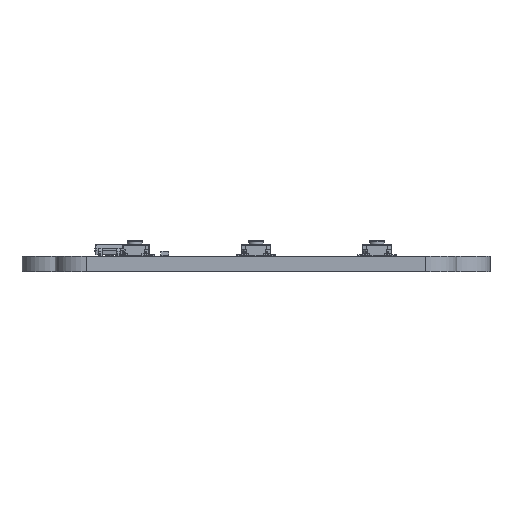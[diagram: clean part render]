
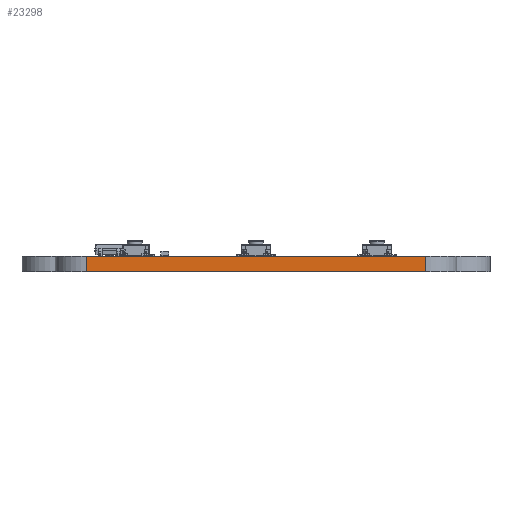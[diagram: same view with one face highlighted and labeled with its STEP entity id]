
A CAD part, left-side view. The second image highlights one B-rep face of the part: STEP entity #23298.
In plain terms, the highlighted planar face has unit normal (-1, 0, 0).
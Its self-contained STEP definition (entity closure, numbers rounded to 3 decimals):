
#22009 = PLANE('',#22010);
#22010 = AXIS2_PLACEMENT_3D('',#22011,#22012,#22013);
#22011 = CARTESIAN_POINT('',(-0.022,0.,1.6
    ));
#22012 = DIRECTION('',(0.,0.,1.));
#22013 = DIRECTION('',(1.,0.,-0.));
#22064 = PLANE('',#22065);
#22065 = AXIS2_PLACEMENT_3D('',#22066,#22067,#22068);
#22066 = CARTESIAN_POINT('',(-0.022,0.,0.)
  );
#22067 = DIRECTION('',(0.,0.,1.));
#22068 = DIRECTION('',(1.,0.,-0.));
#22119 = CYLINDRICAL_SURFACE('',#22120,3.2);
#22120 = AXIS2_PLACEMENT_3D('',#22121,#22122,#22123);
#22121 = CARTESIAN_POINT('',(-15.,-17.5,0.));
#22122 = DIRECTION('',(-0.,-0.,-1.));
#22123 = DIRECTION('',(1.,0.,-0.));
#22514 = VERTEX_POINT('',#22515);
#22515 = CARTESIAN_POINT('',(-18.2,17.5,0.));
#22530 = CYLINDRICAL_SURFACE('',#22531,3.2);
#22531 = AXIS2_PLACEMENT_3D('',#22532,#22533,#22534);
#22532 = CARTESIAN_POINT('',(-15.,17.5,0.));
#22533 = DIRECTION('',(-0.,-0.,-1.));
#22534 = DIRECTION('',(1.,0.,-0.));
#22542 = EDGE_CURVE('',#22543,#22514,#22545,.T.);
#22543 = VERTEX_POINT('',#22544);
#22544 = CARTESIAN_POINT('',(-18.2,-17.5,0.));
#22545 = SURFACE_CURVE('',#22546,(#22550,#22557),.PCURVE_S1.);
#22546 = LINE('',#22547,#22548);
#22547 = CARTESIAN_POINT('',(-18.2,-17.5,0.));
#22548 = VECTOR('',#22549,1.);
#22549 = DIRECTION('',(0.,1.,0.));
#22550 = PCURVE('',#22064,#22551);
#22551 = DEFINITIONAL_REPRESENTATION('',(#22552),#22556);
#22552 = LINE('',#22553,#22554);
#22553 = CARTESIAN_POINT('',(-18.178,-17.5));
#22554 = VECTOR('',#22555,1.);
#22555 = DIRECTION('',(0.,1.));
#22556 = ( GEOMETRIC_REPRESENTATION_CONTEXT(2) 
PARAMETRIC_REPRESENTATION_CONTEXT() REPRESENTATION_CONTEXT('2D SPACE',''
  ) );
#22557 = PCURVE('',#22558,#22563);
#22558 = PLANE('',#22559);
#22559 = AXIS2_PLACEMENT_3D('',#22560,#22561,#22562);
#22560 = CARTESIAN_POINT('',(-18.2,-17.5,0.));
#22561 = DIRECTION('',(-1.,0.,0.));
#22562 = DIRECTION('',(0.,1.,0.));
#22563 = DEFINITIONAL_REPRESENTATION('',(#22564),#22568);
#22564 = LINE('',#22565,#22566);
#22565 = CARTESIAN_POINT('',(0.,0.));
#22566 = VECTOR('',#22567,1.);
#22567 = DIRECTION('',(1.,0.));
#22568 = ( GEOMETRIC_REPRESENTATION_CONTEXT(2) 
PARAMETRIC_REPRESENTATION_CONTEXT() REPRESENTATION_CONTEXT('2D SPACE',''
  ) );
#23020 = VERTEX_POINT('',#23021);
#23021 = CARTESIAN_POINT('',(-18.2,17.5,1.6));
#23043 = EDGE_CURVE('',#23044,#23020,#23046,.T.);
#23044 = VERTEX_POINT('',#23045);
#23045 = CARTESIAN_POINT('',(-18.2,-17.5,1.6));
#23046 = SURFACE_CURVE('',#23047,(#23051,#23058),.PCURVE_S1.);
#23047 = LINE('',#23048,#23049);
#23048 = CARTESIAN_POINT('',(-18.2,-17.5,1.6));
#23049 = VECTOR('',#23050,1.);
#23050 = DIRECTION('',(0.,1.,0.));
#23051 = PCURVE('',#22009,#23052);
#23052 = DEFINITIONAL_REPRESENTATION('',(#23053),#23057);
#23053 = LINE('',#23054,#23055);
#23054 = CARTESIAN_POINT('',(-18.178,-17.5));
#23055 = VECTOR('',#23056,1.);
#23056 = DIRECTION('',(0.,1.));
#23057 = ( GEOMETRIC_REPRESENTATION_CONTEXT(2) 
PARAMETRIC_REPRESENTATION_CONTEXT() REPRESENTATION_CONTEXT('2D SPACE',''
  ) );
#23058 = PCURVE('',#22558,#23059);
#23059 = DEFINITIONAL_REPRESENTATION('',(#23060),#23064);
#23060 = LINE('',#23061,#23062);
#23061 = CARTESIAN_POINT('',(0.,-1.6));
#23062 = VECTOR('',#23063,1.);
#23063 = DIRECTION('',(1.,0.));
#23064 = ( GEOMETRIC_REPRESENTATION_CONTEXT(2) 
PARAMETRIC_REPRESENTATION_CONTEXT() REPRESENTATION_CONTEXT('2D SPACE',''
  ) );
#23248 = EDGE_CURVE('',#22543,#23044,#23249,.T.);
#23249 = SURFACE_CURVE('',#23250,(#23254,#23261),.PCURVE_S1.);
#23250 = LINE('',#23251,#23252);
#23251 = CARTESIAN_POINT('',(-18.2,-17.5,0.));
#23252 = VECTOR('',#23253,1.);
#23253 = DIRECTION('',(0.,0.,1.));
#23254 = PCURVE('',#22119,#23255);
#23255 = DEFINITIONAL_REPRESENTATION('',(#23256),#23260);
#23256 = LINE('',#23257,#23258);
#23257 = CARTESIAN_POINT('',(-3.142,0.));
#23258 = VECTOR('',#23259,1.);
#23259 = DIRECTION('',(-0.,-1.));
#23260 = ( GEOMETRIC_REPRESENTATION_CONTEXT(2) 
PARAMETRIC_REPRESENTATION_CONTEXT() REPRESENTATION_CONTEXT('2D SPACE',''
  ) );
#23261 = PCURVE('',#22558,#23262);
#23262 = DEFINITIONAL_REPRESENTATION('',(#23263),#23267);
#23263 = LINE('',#23264,#23265);
#23264 = CARTESIAN_POINT('',(0.,0.));
#23265 = VECTOR('',#23266,1.);
#23266 = DIRECTION('',(0.,-1.));
#23267 = ( GEOMETRIC_REPRESENTATION_CONTEXT(2) 
PARAMETRIC_REPRESENTATION_CONTEXT() REPRESENTATION_CONTEXT('2D SPACE',''
  ) );
#23298 = ADVANCED_FACE('',(#23299),#22558,.T.);
#23299 = FACE_BOUND('',#23300,.T.);
#23300 = EDGE_LOOP('',(#23301,#23302,#23303,#23324));
#23301 = ORIENTED_EDGE('',*,*,#23248,.T.);
#23302 = ORIENTED_EDGE('',*,*,#23043,.T.);
#23303 = ORIENTED_EDGE('',*,*,#23304,.F.);
#23304 = EDGE_CURVE('',#22514,#23020,#23305,.T.);
#23305 = SURFACE_CURVE('',#23306,(#23310,#23317),.PCURVE_S1.);
#23306 = LINE('',#23307,#23308);
#23307 = CARTESIAN_POINT('',(-18.2,17.5,0.));
#23308 = VECTOR('',#23309,1.);
#23309 = DIRECTION('',(0.,0.,1.));
#23310 = PCURVE('',#22558,#23311);
#23311 = DEFINITIONAL_REPRESENTATION('',(#23312),#23316);
#23312 = LINE('',#23313,#23314);
#23313 = CARTESIAN_POINT('',(35.,0.));
#23314 = VECTOR('',#23315,1.);
#23315 = DIRECTION('',(0.,-1.));
#23316 = ( GEOMETRIC_REPRESENTATION_CONTEXT(2) 
PARAMETRIC_REPRESENTATION_CONTEXT() REPRESENTATION_CONTEXT('2D SPACE',''
  ) );
#23317 = PCURVE('',#22530,#23318);
#23318 = DEFINITIONAL_REPRESENTATION('',(#23319),#23323);
#23319 = LINE('',#23320,#23321);
#23320 = CARTESIAN_POINT('',(-3.142,0.));
#23321 = VECTOR('',#23322,1.);
#23322 = DIRECTION('',(-0.,-1.));
#23323 = ( GEOMETRIC_REPRESENTATION_CONTEXT(2) 
PARAMETRIC_REPRESENTATION_CONTEXT() REPRESENTATION_CONTEXT('2D SPACE',''
  ) );
#23324 = ORIENTED_EDGE('',*,*,#22542,.F.);
